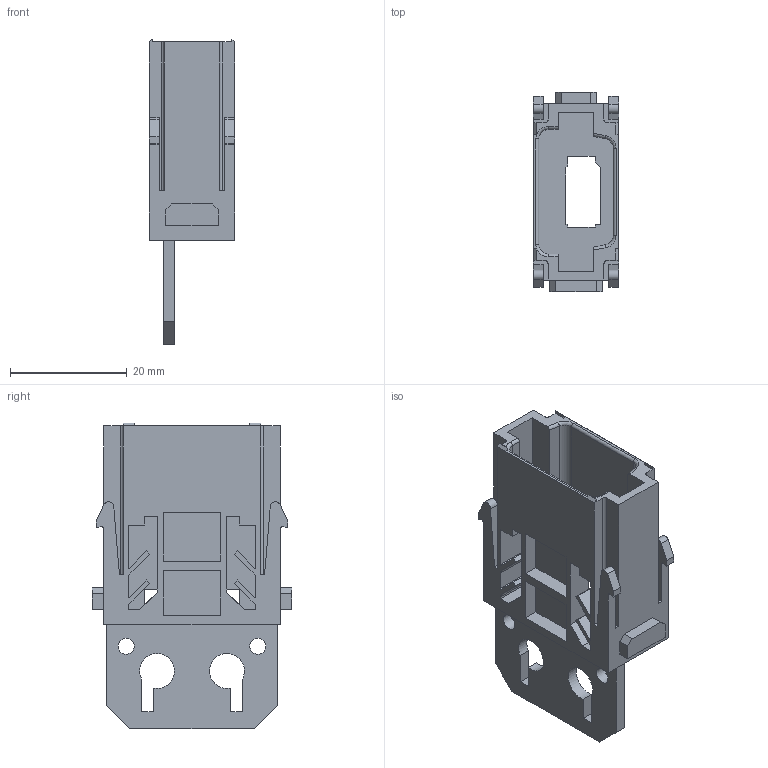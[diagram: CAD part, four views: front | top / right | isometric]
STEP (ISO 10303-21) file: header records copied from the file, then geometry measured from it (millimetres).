
FILE_DESCRIPTION(/* description */ (''),/* implementation_level */ '2;1');
FILE_NAME(/* name */ '100095356ugm000_c.stp',/* time_stamp */ '2017-09-28T17:20:41+02:00',/* author */ (''),/* organization */ (''),/* preprocessor_version */ 'ST-DEVELOPER v16',/* originating_system */ 'SIEMENS PLM Software NX 10.0',/* authorisation */ '');
FILE_SCHEMA (('AUTOMOTIVE_DESIGN { 1 0 10303 214 3 1 1 1 }'));
Length unit declared in the file: millimetre
Products named in the file (1): 100095356ugm000_c
Bounding box: 14.65 x 34.2 x 52.5 mm (x, y, z)
Volume: 6777.7 mm3; surface area: 8204.7 mm2
Topology: 1 solids, 1 shells, 210 faces, 761 edges, 655 vertices
Faces by surface type: plane 172, cylinder 34, bspline 4
Full cylindrical faces by diameter (mm): 2.75 x2
Entity records: 10213 total; most frequent: CARTESIAN_POINT 1921, ORIENTED_EDGE 1356, DIRECTION 1235, EDGE_CURVE 678, LINE 657, VECTOR 657, VERTEX_POINT 492, PRESENTATION_STYLE_ASSIGNMENT 295
